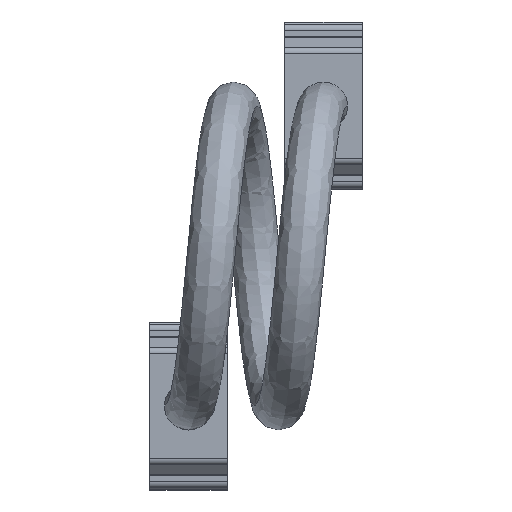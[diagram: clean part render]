
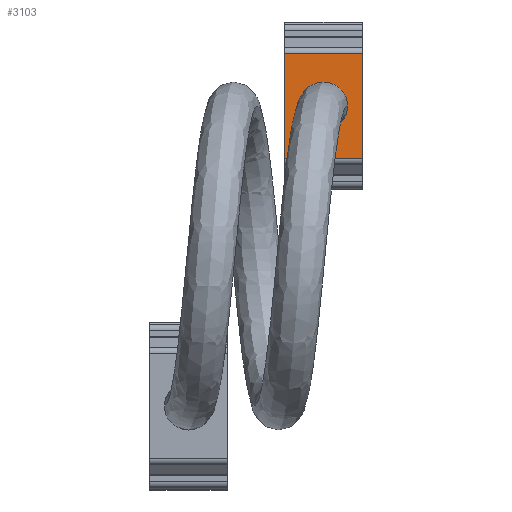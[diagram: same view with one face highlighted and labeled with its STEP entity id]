
A CAD part, left-side view. The second image highlights one B-rep face of the part: STEP entity #3103.
In plain terms, the highlighted planar face has unit normal (-1, 0, 0).
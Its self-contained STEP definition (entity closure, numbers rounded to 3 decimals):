
#213 = CARTESIAN_POINT ( 'NONE',  ( 0., 0., -6.5 ) ) ;
#339 = ORIENTED_EDGE ( 'NONE', *, *, #1784, .F. ) ;
#359 = VECTOR ( 'NONE', #5723, 1000. ) ;
#427 = DIRECTION ( 'NONE',  ( 0., 0., 1. ) ) ;
#438 = CARTESIAN_POINT ( 'NONE',  ( 0., -8.825, 0. ) ) ;
#467 = LINE ( 'NONE', #4955, #359 ) ;
#513 = EDGE_CURVE ( 'NONE', #3787, #2869, #6115, .T. ) ;
#520 = LINE ( 'NONE', #979, #3532 ) ;
#533 = VERTEX_POINT ( 'NONE', #858 ) ;
#663 = CARTESIAN_POINT ( 'NONE',  ( 0., 0., -10.5 ) ) ;
#843 = FACE_OUTER_BOUND ( 'NONE', #7077, .T. ) ;
#858 = CARTESIAN_POINT ( 'NONE',  ( 0., 8.825, 0. ) ) ;
#979 = CARTESIAN_POINT ( 'NONE',  ( 0., -8.825, -13. ) ) ;
#990 = AXIS2_PLACEMENT_3D ( 'NONE', #6865, #5844, #427 ) ;
#1228 = DIRECTION ( 'NONE',  ( -1., 0., 0. ) ) ;
#1370 = DIRECTION ( 'NONE',  ( 0., -1., 0. ) ) ;
#1423 = CARTESIAN_POINT ( 'NONE',  ( 0., -8.825, -13. ) ) ;
#1454 = ORIENTED_EDGE ( 'NONE', *, *, #7050, .T. ) ;
#1537 = FACE_BOUND ( 'NONE', #4741, .T. ) ;
#1583 = VECTOR ( 'NONE', #1370, 1000. ) ;
#1784 = EDGE_CURVE ( 'NONE', #3787, #533, #467, .T. ) ;
#2869 = VERTEX_POINT ( 'NONE', #1423 ) ;
#2878 = CARTESIAN_POINT ( 'NONE',  ( 0., 8.825, -13. ) ) ;
#2963 = DIRECTION ( 'NONE',  ( 0., -1., 0. ) ) ;
#2994 = CARTESIAN_POINT ( 'NONE',  ( 0., 8.825, 0. ) ) ;
#3006 = VERTEX_POINT ( 'NONE', #663 ) ;
#3103 = ADVANCED_FACE ( 'NONE', ( #1537, #843 ), #5860, .T. ) ;
#3532 = VECTOR ( 'NONE', #7205, 1000. ) ;
#3591 = ORIENTED_EDGE ( 'NONE', *, *, #513, .T. ) ;
#3662 = CIRCLE ( 'NONE', #990, 4. ) ;
#3701 = VERTEX_POINT ( 'NONE', #438 ) ;
#3787 = VERTEX_POINT ( 'NONE', #4188 ) ;
#3881 = DIRECTION ( 'NONE',  ( -1., 0., 0. ) ) ;
#4188 = CARTESIAN_POINT ( 'NONE',  ( 0., 8.825, -13. ) ) ;
#4534 = CARTESIAN_POINT ( 'NONE',  ( 0., 8.825, -13. ) ) ;
#4541 = DIRECTION ( 'NONE',  ( 0., 0., 1. ) ) ;
#4637 = ORIENTED_EDGE ( 'NONE', *, *, #4654, .F. ) ;
#4654 = EDGE_CURVE ( 'NONE', #4830, #3006, #3662, .T. ) ;
#4741 = EDGE_LOOP ( 'NONE', ( #4637, #6225 ) ) ;
#4830 = VERTEX_POINT ( 'NONE', #7032 ) ;
#4940 = AXIS2_PLACEMENT_3D ( 'NONE', #2878, #1228, #6925 ) ;
#4955 = CARTESIAN_POINT ( 'NONE',  ( 0., 8.825, -13. ) ) ;
#4981 = VECTOR ( 'NONE', #2963, 1000. ) ;
#4989 = CIRCLE ( 'NONE', #6519, 4. ) ;
#5004 = LINE ( 'NONE', #2994, #4981 ) ;
#5723 = DIRECTION ( 'NONE',  ( 0., 0., 1. ) ) ;
#5844 = DIRECTION ( 'NONE',  ( -1., 0., 0. ) ) ;
#5860 = PLANE ( 'NONE',  #4940 ) ;
#5947 = ORIENTED_EDGE ( 'NONE', *, *, #6878, .F. ) ;
#6115 = LINE ( 'NONE', #4534, #1583 ) ;
#6225 = ORIENTED_EDGE ( 'NONE', *, *, #6888, .F. ) ;
#6519 = AXIS2_PLACEMENT_3D ( 'NONE', #213, #3881, #4541 ) ;
#6865 = CARTESIAN_POINT ( 'NONE',  ( 0., 0., -6.5 ) ) ;
#6878 = EDGE_CURVE ( 'NONE', #533, #3701, #5004, .T. ) ;
#6888 = EDGE_CURVE ( 'NONE', #3006, #4830, #4989, .T. ) ;
#6925 = DIRECTION ( 'NONE',  ( 0., 0., 1. ) ) ;
#7032 = CARTESIAN_POINT ( 'NONE',  ( 0., 0., -2.5 ) ) ;
#7050 = EDGE_CURVE ( 'NONE', #2869, #3701, #520, .T. ) ;
#7077 = EDGE_LOOP ( 'NONE', ( #5947, #339, #3591, #1454 ) ) ;
#7205 = DIRECTION ( 'NONE',  ( 0., 0., 1. ) ) ;
